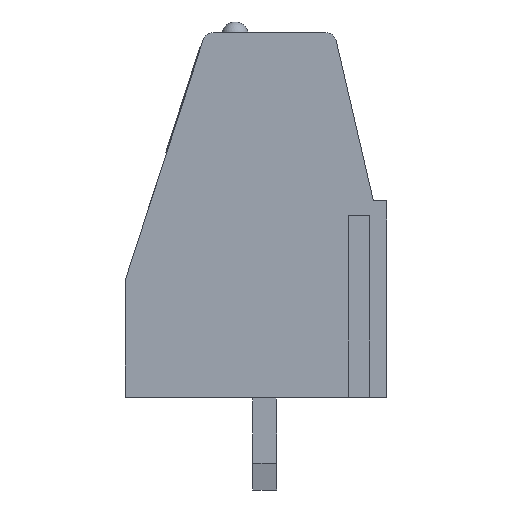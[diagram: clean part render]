
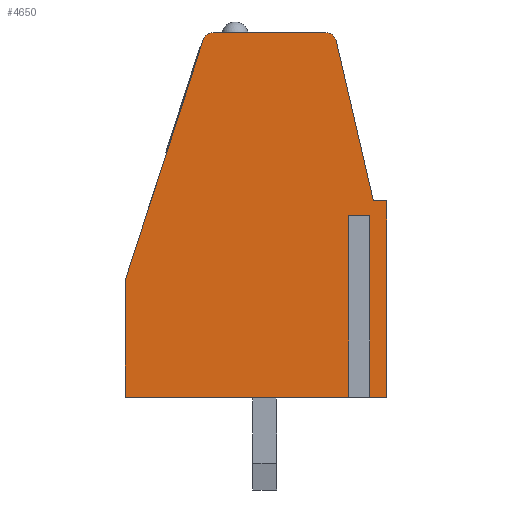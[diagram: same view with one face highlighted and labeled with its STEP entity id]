
A CAD part, left-side view. The second image highlights one B-rep face of the part: STEP entity #4650.
In plain terms, the highlighted planar face has unit normal (-1, 0, 0).
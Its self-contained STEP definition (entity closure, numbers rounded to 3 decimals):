
#4650=ADVANCED_FACE('',(#11436),#11437,.F.);
#4742=EDGE_CURVE('',#11576,#11577,#11578,.T.);
#4776=EDGE_CURVE('',#11636,#11633,#11637,.T.);
#8468=EDGE_CURVE('',#16573,#11636,#16574,.T.);
#8476=EDGE_CURVE('',#16584,#16581,#16585,.T.);
#8492=EDGE_CURVE('',#16578,#16605,#16608,.T.);
#8548=EDGE_CURVE('',#16573,#16687,#16688,.T.);
#8562=EDGE_CURVE('',#16701,#16581,#16704,.T.);
#8610=EDGE_CURVE('',#16766,#11633,#16769,.T.);
#8726=EDGE_CURVE('',#16910,#16701,#16913,.T.);
#8728=EDGE_CURVE('',#16910,#11577,#16915,.T.);
#8730=EDGE_CURVE('',#16687,#11576,#16917,.T.);
#8732=EDGE_CURVE('',#16578,#16766,#16919,.T.);
#8734=EDGE_CURVE('',#16605,#16921,#16922,.T.);
#8736=EDGE_CURVE('',#16924,#16921,#16925,.T.);
#8738=EDGE_CURVE('',#16924,#16584,#16927,.T.);
#11436=FACE_OUTER_BOUND('',#21097,.T.);
#11437=PLANE('',#21098);
#11576=VERTEX_POINT('',#21250);
#11577=VERTEX_POINT('',#21251);
#11578=CIRCLE('',#21252,0.4);
#11633=VERTEX_POINT('',#21326);
#11636=VERTEX_POINT('',#21331);
#11637=CIRCLE('',#21332,0.4);
#16573=VERTEX_POINT('',#30751);
#16574=CIRCLE('',#30752,0.4);
#16578=VERTEX_POINT('',#30759);
#16581=VERTEX_POINT('',#30764);
#16584=VERTEX_POINT('',#30769);
#16585=LINE('',#30770,#30771);
#16605=VERTEX_POINT('',#30804);
#16608=LINE('',#30809,#30810);
#16687=VERTEX_POINT('',#30944);
#16688=LINE('',#30945,#30946);
#16701=VERTEX_POINT('',#30966);
#16704=LINE('',#30971,#30972);
#16766=VERTEX_POINT('',#31079);
#16769=LINE('',#31084,#31085);
#16910=VERTEX_POINT('',#31335);
#16913=LINE('',#31340,#31341);
#16915=LINE('',#31344,#31345);
#16917=CIRCLE('',#31348,0.4);
#16919=LINE('',#31351,#31352);
#16921=VERTEX_POINT('',#31355);
#16922=LINE('',#31356,#31357);
#16924=VERTEX_POINT('',#31360);
#16925=LINE('',#31361,#31362);
#16927=LINE('',#31365,#31366);
#21097=EDGE_LOOP('',(#39511,#39512,#39513,#39514,#39515,#39516,#39517,#39518,#39519,#39520,#39521,#39522,#39523,#39524,#39525));
#21098=AXIS2_PLACEMENT_3D('',#39526,#39527,#39528);
#21250=CARTESIAN_POINT('',(0.,2.287,13.75));
#21251=CARTESIAN_POINT('',(0.,1.903,13.441));
#21252=AXIS2_PLACEMENT_3D('',#39882,#39883,#39884);
#21326=CARTESIAN_POINT('',(0.,6.915,13.474));
#21331=CARTESIAN_POINT('',(0.,6.541,13.75));
#21332=AXIS2_PLACEMENT_3D('',#39925,#39926,#39927);
#30751=CARTESIAN_POINT('',(0.,6.534,13.75));
#30752=AXIS2_PLACEMENT_3D('',#41733,#41734,#41735);
#30759=CARTESIAN_POINT('',(0.,9.85,0.));
#30764=CARTESIAN_POINT('',(0.,0.,0.));
#30769=CARTESIAN_POINT('',(0.,0.823,0.));
#30770=CARTESIAN_POINT('',(0.,0.823,0.));
#30771=VECTOR('',#41739,1.0);
#30804=CARTESIAN_POINT('',(0.,1.237,0.));
#30809=CARTESIAN_POINT('',(0.,9.85,0.));
#30810=VECTOR('',#41747,1.0);
#30944=CARTESIAN_POINT('',(0.,2.293,13.75));
#30945=CARTESIAN_POINT('',(0.,6.534,13.75));
#30946=VECTOR('',#41775,1.0);
#30966=CARTESIAN_POINT('',(0.,0.,7.4));
#30971=CARTESIAN_POINT('',(0.,0.,7.4));
#30972=VECTOR('',#41790,1.0);
#31079=CARTESIAN_POINT('',(0.,9.85,4.44));
#31084=CARTESIAN_POINT('',(0.,9.85,4.44));
#31085=VECTOR('',#41814,1.0);
#31335=CARTESIAN_POINT('',(0.,0.5,7.4));
#31340=CARTESIAN_POINT('',(0.,0.5,7.4));
#31341=VECTOR('',#41880,1.0);
#31344=CARTESIAN_POINT('',(0.,0.5,7.4));
#31345=VECTOR('',#41881,1.0);
#31348=AXIS2_PLACEMENT_3D('',#41882,#41883,#41884);
#31351=CARTESIAN_POINT('',(0.,9.85,0.));
#31352=VECTOR('',#41885,1.0);
#31355=CARTESIAN_POINT('',(0.,1.237,6.85));
#31356=CARTESIAN_POINT('',(0.,1.237,0.));
#31357=VECTOR('',#41886,1.0);
#31360=CARTESIAN_POINT('',(0.,0.823,6.85));
#31361=CARTESIAN_POINT('',(0.,0.823,6.85));
#31362=VECTOR('',#41887,1.0);
#31365=CARTESIAN_POINT('',(0.,0.823,6.85));
#31366=VECTOR('',#41888,1.0);
#39511=ORIENTED_EDGE('',*,*,#8726,.F.);
#39512=ORIENTED_EDGE('',*,*,#8728,.T.);
#39513=ORIENTED_EDGE('',*,*,#4742,.F.);
#39514=ORIENTED_EDGE('',*,*,#8730,.F.);
#39515=ORIENTED_EDGE('',*,*,#8548,.F.);
#39516=ORIENTED_EDGE('',*,*,#8468,.T.);
#39517=ORIENTED_EDGE('',*,*,#4776,.T.);
#39518=ORIENTED_EDGE('',*,*,#8610,.F.);
#39519=ORIENTED_EDGE('',*,*,#8732,.F.);
#39520=ORIENTED_EDGE('',*,*,#8492,.T.);
#39521=ORIENTED_EDGE('',*,*,#8734,.T.);
#39522=ORIENTED_EDGE('',*,*,#8736,.F.);
#39523=ORIENTED_EDGE('',*,*,#8738,.T.);
#39524=ORIENTED_EDGE('',*,*,#8476,.T.);
#39525=ORIENTED_EDGE('',*,*,#8562,.F.);
#39526=CARTESIAN_POINT('',(0.,-0.246,-0.344));
#39527=DIRECTION('',(1.0,0.,0.));
#39528=DIRECTION('',(0.,0.0,1.0));
#39882=CARTESIAN_POINT('',(0.,2.293,13.35));
#39883=DIRECTION('',(1.0,0.,-0.0));
#39884=DIRECTION('',(0.0,0.0,1.0));
#39925=CARTESIAN_POINT('',(0.,6.534,13.35));
#39926=DIRECTION('',(-1.0,0.,0.0));
#39927=DIRECTION('',(0.0,0.0,1.0));
#41733=CARTESIAN_POINT('',(0.,6.534,13.35));
#41734=DIRECTION('',(-1.0,0.,0.0));
#41735=DIRECTION('',(0.0,0.0,1.0));
#41739=DIRECTION('',(0.,-1.0,0.));
#41747=DIRECTION('',(0.,-1.0,0.));
#41775=DIRECTION('',(0.,-1.0,0.));
#41790=DIRECTION('',(0.,0.,-1.0));
#41814=DIRECTION('',(0.,-0.309,0.951));
#41880=DIRECTION('',(0.,-1.0,0.));
#41881=DIRECTION('',(0.,0.226,0.974));
#41882=CARTESIAN_POINT('',(0.,2.293,13.35));
#41883=DIRECTION('',(1.0,0.,-0.0));
#41884=DIRECTION('',(0.0,0.0,1.0));
#41885=DIRECTION('',(0.,0.0,1.0));
#41886=DIRECTION('',(0.,0.0,1.0));
#41887=DIRECTION('',(0.,1.0,0.));
#41888=DIRECTION('',(0.,0.0,-1.0));
